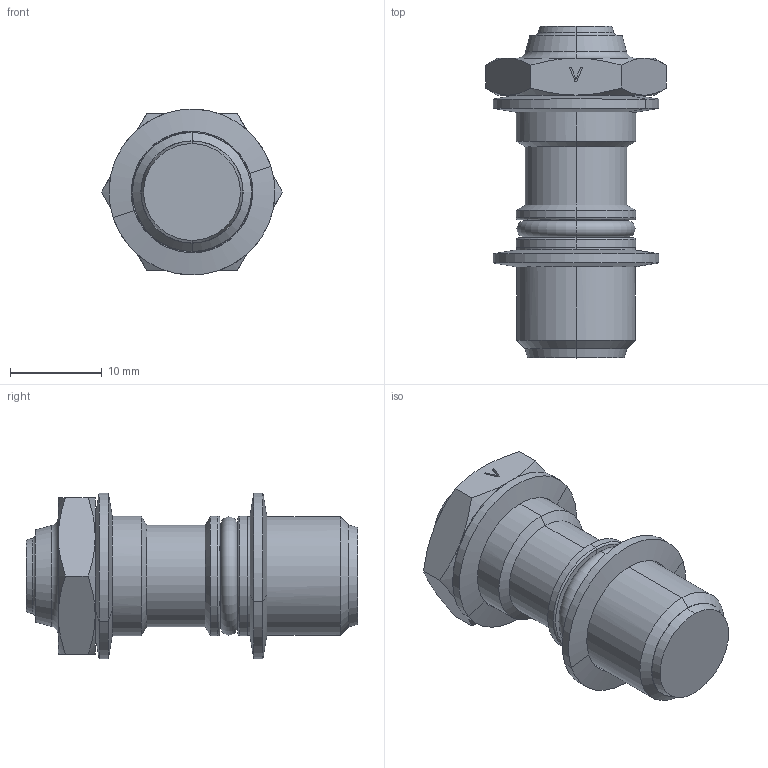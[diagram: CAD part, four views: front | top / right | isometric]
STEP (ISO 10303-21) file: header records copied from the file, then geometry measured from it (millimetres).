
FILE_DESCRIPTION (( 'STEP AP214' ), '1' );
FILE_NAME ('0891000003A.step', '2012-10-22T18:00:42', ( '' ), ( '' ), 'SwSTEP 2.0', 'SolidWorks 2012', '' );
FILE_SCHEMA (( 'AUTOMOTIVE_DESIGN' ));
Length unit declared in the file: millimetre
Products named in the file (1): 0891000003A
Bounding box: 19.69 x 36.11 x 18.04 mm (x, y, z)
Volume: 5054.1 mm3; surface area: 2791.6 mm2
Topology: 1 solids, 1 shells, 144 faces, 367 edges, 224 vertices
Faces by surface type: cylinder 46, plane 44, cone 38, torus 14, bspline 2
Entity records: 5417 total; most frequent: CARTESIAN_POINT 914, DIRECTION 833, ORIENTED_EDGE 734, EDGE_CURVE 367, AXIS2_PLACEMENT_3D 351, VERTEX_POINT 224, CIRCLE 208, EDGE_LOOP 167
